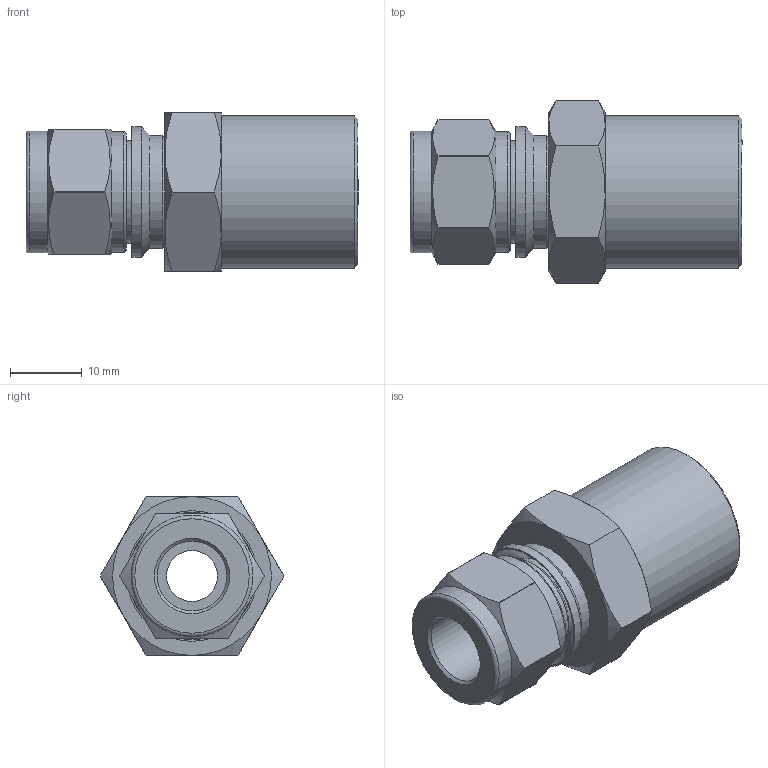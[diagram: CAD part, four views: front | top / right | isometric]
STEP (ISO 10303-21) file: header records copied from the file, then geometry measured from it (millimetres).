
FILE_DESCRIPTION(/* description */ (''),/* implementation_level */ '2;1');
FILE_NAME(/* name */ 'SPWCI-6-8P.stp',/* time_stamp */ '2022-06-08T16:55:47+09:00',/* author */ ('user'),/* organization */ (''),/* preprocessor_version */ 'ST-DEVELOPER v18.1',/* originating_system */ 'Autodesk Inventor 2022',/* authorisation */ '');
FILE_SCHEMA (('AUTOMOTIVE_DESIGN { 1 0 10303 214 3 1 1 }'));
Length unit declared in the file: millimetre
Products named in the file (1): SPWC-6-8P
Bounding box: 46.41 x 25.66 x 22.23 mm (x, y, z)
Volume: 11706.5 mm3; surface area: 5551.2 mm2
Topology: 1 solids, 1 shells, 50 faces, 112 edges, 70 vertices
Faces by surface type: plane 20, cylinder 16, cone 12, torus 2
Full cylindrical faces by diameter (mm): 7.112 x1, 9.73 x1, 12.5 x1, 13.05 x1, 14.28 x1, 15.8 x1, 16.8 x1, 17 x1, 18.25 x1, 21.3 x1
Entity records: 1413 total; most frequent: CARTESIAN_POINT 281, DIRECTION 238, ORIENTED_EDGE 224, EDGE_CURVE 112, AXIS2_PLACEMENT_3D 99, VERTEX_POINT 70, EDGE_LOOP 58, FACE_OUTER_BOUND 50
